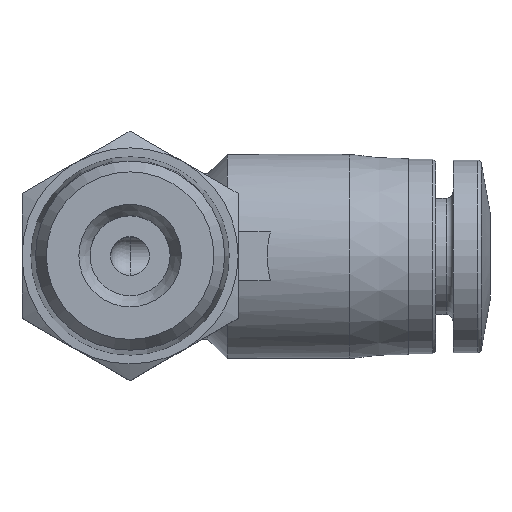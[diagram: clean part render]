
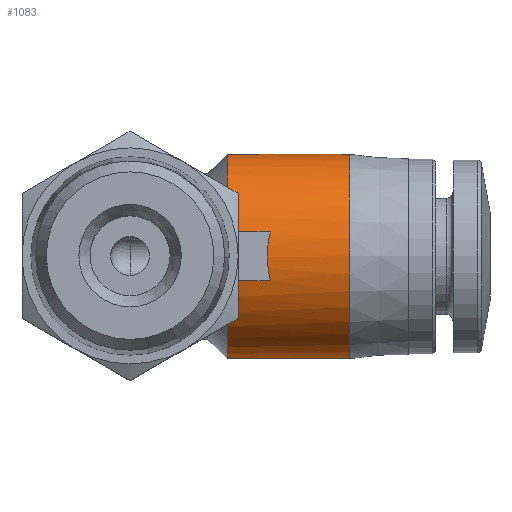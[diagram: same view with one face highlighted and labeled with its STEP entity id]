
A CAD part, top view. The second image highlights one B-rep face of the part: STEP entity #1083.
In plain terms, the highlighted cylindrical face has radius 5.25 mm (diameter 10.5 mm), a full revolution.
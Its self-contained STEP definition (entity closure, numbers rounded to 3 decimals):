
#44=LINE('',#1483,#56);
#46=LINE('',#1497,#58);
#56=VECTOR('',#1243,1000.);
#58=VECTOR('',#1247,1000.);
#122=ELLIPSE('',#1164,7.425,5.25);
#263=ORIENTED_EDGE('',*,*,#381,.F.);
#264=ORIENTED_EDGE('',*,*,#325,.F.);
#265=ORIENTED_EDGE('',*,*,#377,.T.);
#266=ORIENTED_EDGE('',*,*,#329,.T.);
#267=ORIENTED_EDGE('',*,*,#380,.T.);
#325=EDGE_CURVE('',#415,#416,#44,.F.);
#329=EDGE_CURVE('',#418,#417,#46,.F.);
#377=EDGE_CURVE('',#415,#418,#122,.F.);
#380=EDGE_CURVE('',#417,#416,#488,.T.);
#381=EDGE_CURVE('',#447,#447,#489,.T.);
#415=VERTEX_POINT('',#1484);
#416=VERTEX_POINT('',#1485);
#417=VERTEX_POINT('',#1496);
#418=VERTEX_POINT('',#1498);
#447=VERTEX_POINT('',#1679);
#488=CIRCLE('',#1170,5.25);
#489=CIRCLE('',#1172,5.25);
#547=EDGE_LOOP('',(#263));
#548=EDGE_LOOP('',(#264,#265,#266,#267));
#626=FACE_BOUND('',#547,.T.);
#627=FACE_BOUND('',#548,.T.);
#669=CYLINDRICAL_SURFACE('',#1171,5.25);
#1083=ADVANCED_FACE('',(#626,#627),#669,.T.);
#1164=AXIS2_PLACEMENT_3D('',#1670,#1335,#1336);
#1170=AXIS2_PLACEMENT_3D('',#1676,#1347,#1348);
#1171=AXIS2_PLACEMENT_3D('',#1677,#1349,#1350);
#1172=AXIS2_PLACEMENT_3D('',#1678,#1351,#1352);
#1243=DIRECTION('',(1.,0.,0.));
#1247=DIRECTION('',(1.,0.,0.));
#1335=DIRECTION('',(-0.707,0.,-0.707));
#1336=DIRECTION('',(0.707,0.,-0.707));
#1347=DIRECTION('',(1.,0.,0.));
#1348=DIRECTION('',(0.,0.,-1.));
#1349=DIRECTION('',(1.,0.,0.));
#1350=DIRECTION('',(0.,0.,-1.));
#1351=DIRECTION('',(1.,0.,0.));
#1352=DIRECTION('',(0.,0.,-1.));
#1483=CARTESIAN_POINT('',(18.5,1.25,5.099));
#1484=CARTESIAN_POINT('',(7.205,1.25,5.099));
#1485=CARTESIAN_POINT('',(5.,1.25,5.099));
#1496=CARTESIAN_POINT('',(5.,-1.25,5.099));
#1497=CARTESIAN_POINT('',(18.5,-1.25,5.099));
#1498=CARTESIAN_POINT('',(7.205,-1.25,5.099));
#1670=CARTESIAN_POINT('',(12.304,0.,0.));
#1676=CARTESIAN_POINT('',(5.,0.,0.));
#1677=CARTESIAN_POINT('',(18.5,0.,0.));
#1678=CARTESIAN_POINT('',(11.3,0.,0.));
#1679=CARTESIAN_POINT('',(11.3,0.,-5.25));
